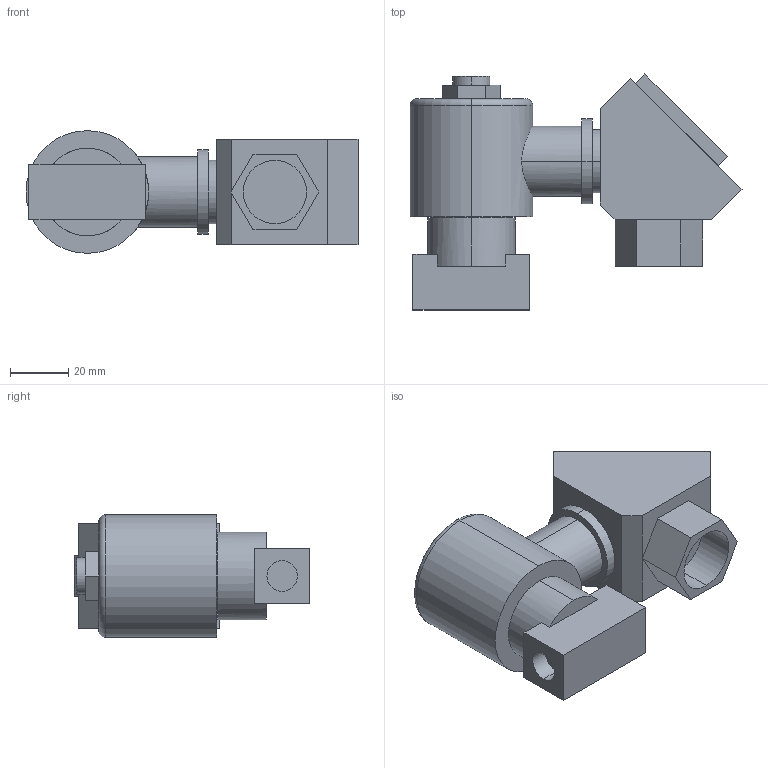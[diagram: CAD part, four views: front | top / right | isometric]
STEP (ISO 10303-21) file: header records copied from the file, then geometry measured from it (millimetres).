
FILE_DESCRIPTION (( 'STEP AP214' ), '1' );
FILE_NAME ('YS301T-9A.STEP', '2025-09-03T08:01:57', ( '' ), ( '' ), 'SwSTEP 2.0', 'SolidWorks 2024', '' );
FILE_SCHEMA (( 'AUTOMOTIVE_DESIGN' ));
Length unit declared in the file: millimetre
Products named in the file (4): AS301A; YS301T-9A; TBL; ZS301-9_9A
Assembly tree (3 placements, depth 2):
  YS301T-9A
    ZS301-9_9A
    AS301A
    TBL
Bounding box: 113.66 x 80.78 x 42 mm (x, y, z)
Volume: 152464 mm3; surface area: 30769.3 mm2
Topology: 3 solids, 3 shells, 78 faces, 173 edges, 114 vertices
Faces by surface type: plane 50, cylinder 26, torus 2
Entity records: 2380 total; most frequent: CARTESIAN_POINT 471, DIRECTION 397, ORIENTED_EDGE 346, EDGE_CURVE 173, AXIS2_PLACEMENT_3D 142, VERTEX_POINT 114, LINE 113, VECTOR 113
